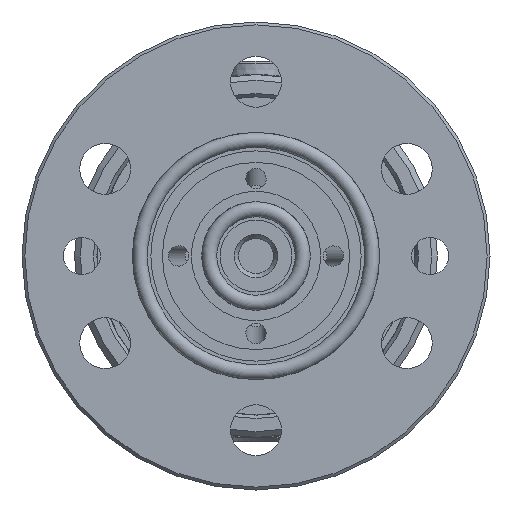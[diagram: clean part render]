
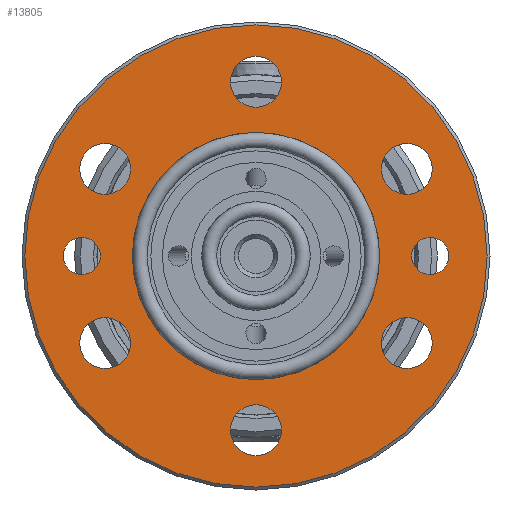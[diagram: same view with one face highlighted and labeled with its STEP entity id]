
A CAD part, left-side view. The second image highlights one B-rep face of the part: STEP entity #13805.
In plain terms, the highlighted planar face has unit normal (-1, 0, 0).
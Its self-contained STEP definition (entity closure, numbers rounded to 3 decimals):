
#500=FACE_BOUND('',#4913,.T.);
#501=FACE_BOUND('',#4914,.T.);
#502=FACE_BOUND('',#4915,.T.);
#503=FACE_BOUND('',#4916,.T.);
#504=FACE_BOUND('',#4917,.T.);
#505=FACE_BOUND('',#4918,.T.);
#506=FACE_BOUND('',#4919,.T.);
#507=FACE_BOUND('',#4920,.T.);
#508=FACE_BOUND('',#4921,.T.);
#2982=CIRCLE('',#14835,21.4);
#2992=CIRCLE('',#14863,40.);
#2993=CIRCLE('',#14864,3.2);
#2994=CIRCLE('',#14865,3.2);
#2995=CIRCLE('',#14866,4.4);
#2996=CIRCLE('',#14867,4.4);
#2997=CIRCLE('',#14868,4.4);
#2998=CIRCLE('',#14869,4.4);
#2999=CIRCLE('',#14870,4.4);
#3000=CIRCLE('',#14871,4.4);
#3297=PLANE('',#14862);
#4045=FACE_OUTER_BOUND('',#4912,.T.);
#4912=EDGE_LOOP('',(#12822));
#4913=EDGE_LOOP('',(#12823));
#4914=EDGE_LOOP('',(#12824));
#4915=EDGE_LOOP('',(#12825));
#4916=EDGE_LOOP('',(#12826));
#4917=EDGE_LOOP('',(#12827));
#4918=EDGE_LOOP('',(#12828));
#4919=EDGE_LOOP('',(#12829));
#4920=EDGE_LOOP('',(#12830));
#4921=EDGE_LOOP('',(#12831));
#6793=VERTEX_POINT('',#99312);
#6812=VERTEX_POINT('',#99368);
#6813=VERTEX_POINT('',#99370);
#6814=VERTEX_POINT('',#99372);
#6815=VERTEX_POINT('',#99374);
#6816=VERTEX_POINT('',#99376);
#6817=VERTEX_POINT('',#99378);
#6818=VERTEX_POINT('',#99380);
#6819=VERTEX_POINT('',#99382);
#6820=VERTEX_POINT('',#99384);
#8798=EDGE_CURVE('',#6793,#6793,#2982,.T.);
#8824=EDGE_CURVE('',#6812,#6812,#2992,.T.);
#8825=EDGE_CURVE('',#6813,#6813,#2993,.T.);
#8826=EDGE_CURVE('',#6814,#6814,#2994,.T.);
#8827=EDGE_CURVE('',#6815,#6815,#2995,.T.);
#8828=EDGE_CURVE('',#6816,#6816,#2996,.T.);
#8829=EDGE_CURVE('',#6817,#6817,#2997,.T.);
#8830=EDGE_CURVE('',#6818,#6818,#2998,.T.);
#8831=EDGE_CURVE('',#6819,#6819,#2999,.T.);
#8832=EDGE_CURVE('',#6820,#6820,#3000,.T.);
#12822=ORIENTED_EDGE('',*,*,#8824,.F.);
#12823=ORIENTED_EDGE('',*,*,#8825,.T.);
#12824=ORIENTED_EDGE('',*,*,#8826,.T.);
#12825=ORIENTED_EDGE('',*,*,#8827,.T.);
#12826=ORIENTED_EDGE('',*,*,#8828,.T.);
#12827=ORIENTED_EDGE('',*,*,#8829,.T.);
#12828=ORIENTED_EDGE('',*,*,#8830,.T.);
#12829=ORIENTED_EDGE('',*,*,#8831,.T.);
#12830=ORIENTED_EDGE('',*,*,#8832,.T.);
#12831=ORIENTED_EDGE('',*,*,#8798,.T.);
#13805=ADVANCED_FACE('',(#4045,#500,#501,#502,#503,#504,#505,#506,#507,
#508),#3297,.T.);
#14835=AXIS2_PLACEMENT_3D('',#99313,#17720,#17721);
#14862=AXIS2_PLACEMENT_3D('',#99367,#17783,#17784);
#14863=AXIS2_PLACEMENT_3D('',#99369,#17785,#17786);
#14864=AXIS2_PLACEMENT_3D('',#99371,#17787,#17788);
#14865=AXIS2_PLACEMENT_3D('',#99373,#17789,#17790);
#14866=AXIS2_PLACEMENT_3D('',#99375,#17791,#17792);
#14867=AXIS2_PLACEMENT_3D('',#99377,#17793,#17794);
#14868=AXIS2_PLACEMENT_3D('',#99379,#17795,#17796);
#14869=AXIS2_PLACEMENT_3D('',#99381,#17797,#17798);
#14870=AXIS2_PLACEMENT_3D('',#99383,#17799,#17800);
#14871=AXIS2_PLACEMENT_3D('',#99385,#17801,#17802);
#17720=DIRECTION('center_axis',(1.,0.,0.));
#17721=DIRECTION('ref_axis',(0.,0.,-1.));
#17783=DIRECTION('center_axis',(-1.,0.,0.));
#17784=DIRECTION('ref_axis',(0.,0.,1.));
#17785=DIRECTION('center_axis',(1.,0.,0.));
#17786=DIRECTION('ref_axis',(0.,-1.,0.));
#17787=DIRECTION('center_axis',(1.,0.,0.));
#17788=DIRECTION('ref_axis',(0.,0.,-1.));
#17789=DIRECTION('center_axis',(1.,0.,0.));
#17790=DIRECTION('ref_axis',(0.,0.,-1.));
#17791=DIRECTION('center_axis',(1.,0.,0.));
#17792=DIRECTION('ref_axis',(0.,-0.866,-0.5));
#17793=DIRECTION('center_axis',(1.,0.,0.));
#17794=DIRECTION('ref_axis',(0.,-0.866,0.5));
#17795=DIRECTION('center_axis',(1.,0.,0.));
#17796=DIRECTION('ref_axis',(0.,0.,1.));
#17797=DIRECTION('center_axis',(1.,0.,0.));
#17798=DIRECTION('ref_axis',(0.,0.866,0.5));
#17799=DIRECTION('center_axis',(1.,0.,0.));
#17800=DIRECTION('ref_axis',(0.,0.866,-0.5));
#17801=DIRECTION('center_axis',(1.,0.,0.));
#17802=DIRECTION('ref_axis',(0.,0.,-1.));
#99312=CARTESIAN_POINT('',(0.,0.,21.4));
#99313=CARTESIAN_POINT('Origin',(0.,0.,0.));
#99367=CARTESIAN_POINT('Origin',(0.,20.25,0.));
#99368=CARTESIAN_POINT('',(0.,40.,0.));
#99369=CARTESIAN_POINT('Origin',(0.,0.,0.));
#99370=CARTESIAN_POINT('',(0.,-30.15,3.2));
#99371=CARTESIAN_POINT('Origin',(0.,-30.15,0.));
#99372=CARTESIAN_POINT('',(0.,30.15,3.2));
#99373=CARTESIAN_POINT('Origin',(0.,30.15,0.));
#99374=CARTESIAN_POINT('',(0.,29.921,17.275));
#99375=CARTESIAN_POINT('Origin',(0.,26.111,15.075));
#99376=CARTESIAN_POINT('',(0.,29.921,-17.275));
#99377=CARTESIAN_POINT('Origin',(0.,26.111,-15.075));
#99378=CARTESIAN_POINT('',(0.,0.,-34.55));
#99379=CARTESIAN_POINT('Origin',(0.,0.,-30.15));
#99380=CARTESIAN_POINT('',(0.,-29.921,-17.275));
#99381=CARTESIAN_POINT('Origin',(0.,-26.111,-15.075));
#99382=CARTESIAN_POINT('',(0.,-29.921,17.275));
#99383=CARTESIAN_POINT('Origin',(0.,-26.111,15.075));
#99384=CARTESIAN_POINT('',(0.,0.,34.55));
#99385=CARTESIAN_POINT('Origin',(0.,0.,30.15));
